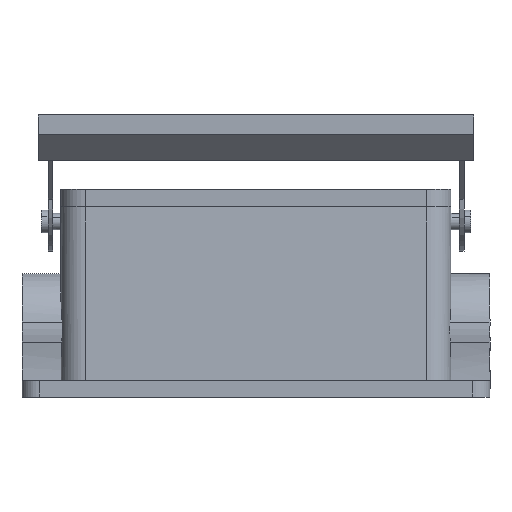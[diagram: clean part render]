
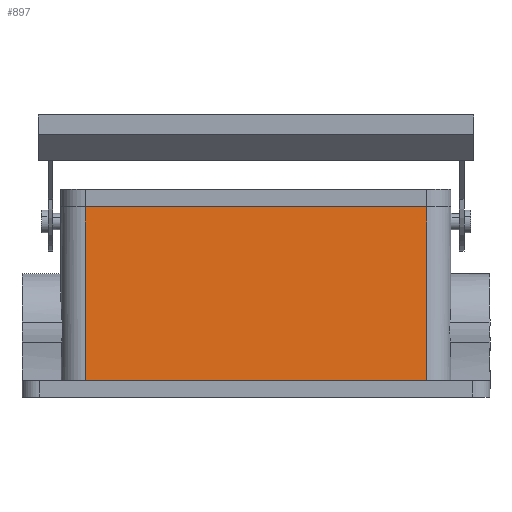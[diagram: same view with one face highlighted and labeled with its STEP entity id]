
A CAD part, left-side view. The second image highlights one B-rep face of the part: STEP entity #897.
In plain terms, the highlighted planar face has unit normal (-0.999, 0, 0.044).
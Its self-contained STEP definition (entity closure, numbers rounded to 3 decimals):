
#870=AXIS2_PLACEMENT_3D('Plane Axis2P3D',#867,#868,#869) ;
#233=CARTESIAN_POINT('Line Origine',(18.5,72.,58.5)) ;
#237=CARTESIAN_POINT('Vertex',(18.5,124.5,58.5)) ;
#239=CARTESIAN_POINT('Vertex',(18.5,19.5,58.5)) ;
#867=CARTESIAN_POINT('Axis2P3D Location',(18.5,72.,58.5)) ;
#872=CARTESIAN_POINT('Line Origine',(17.332,19.5,31.75)) ;
#876=CARTESIAN_POINT('Vertex',(16.164,19.5,5.)) ;
#879=CARTESIAN_POINT('Line Origine',(17.332,124.5,31.75)) ;
#883=CARTESIAN_POINT('Vertex',(16.164,124.5,5.)) ;
#886=CARTESIAN_POINT('Line Origine',(16.164,72.,5.)) ;
#234=DIRECTION('Vector Direction',(0.,1.,0.)) ;
#868=DIRECTION('Axis2P3D Direction',(-0.999,0.,0.044)) ;
#869=DIRECTION('Axis2P3D XDirection',(0.,1.,0.)) ;
#873=DIRECTION('Vector Direction',(-0.044,0.,-0.999)) ;
#880=DIRECTION('Vector Direction',(-0.044,0.,-0.999)) ;
#887=DIRECTION('Vector Direction',(0.,1.,0.)) ;
#235=VECTOR('Line Direction',#234,1.) ;
#874=VECTOR('Line Direction',#873,1.) ;
#881=VECTOR('Line Direction',#880,1.) ;
#888=VECTOR('Line Direction',#887,1.) ;
#892=ORIENTED_EDGE('',*,*,#878,.F.) ;
#893=ORIENTED_EDGE('',*,*,#241,.F.) ;
#894=ORIENTED_EDGE('',*,*,#885,.F.) ;
#895=ORIENTED_EDGE('',*,*,#890,.F.) ;
#897=ADVANCED_FACE('Housing',(#896),#871,.T.) ;
#241=EDGE_CURVE('',#238,#240,#236,.F.) ;
#878=EDGE_CURVE('',#240,#877,#875,.T.) ;
#885=EDGE_CURVE('',#884,#238,#882,.F.) ;
#890=EDGE_CURVE('',#877,#884,#889,.T.) ;
#891=EDGE_LOOP('',(#892,#893,#894,#895)) ;
#896=FACE_OUTER_BOUND('',#891,.T.) ;
#236=LINE('Line',#233,#235) ;
#875=LINE('Line',#872,#874) ;
#882=LINE('Line',#879,#881) ;
#889=LINE('Line',#886,#888) ;
#871=PLANE('',#870) ;
#238=VERTEX_POINT('',#237) ;
#240=VERTEX_POINT('',#239) ;
#877=VERTEX_POINT('',#876) ;
#884=VERTEX_POINT('',#883) ;
